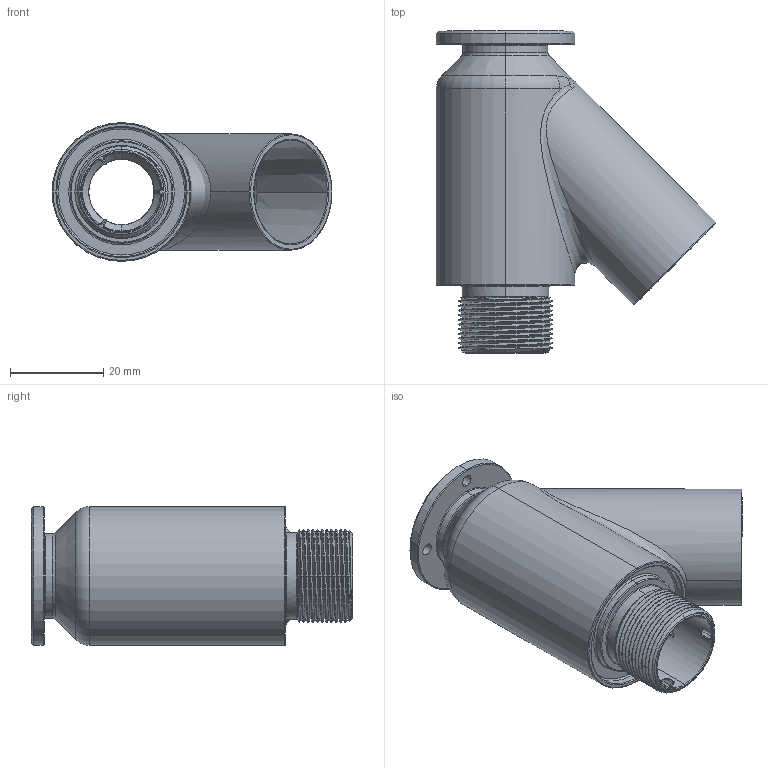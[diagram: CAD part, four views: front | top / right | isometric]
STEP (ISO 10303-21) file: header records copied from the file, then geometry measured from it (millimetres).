
FILE_DESCRIPTION (( 'STEP AP203' ), '1' );
FILE_NAME ('Air outlet.STEP', '2020-03-29T10:55:03', ( '' ), ( '' ), 'SwSTEP 2.0', 'SolidWorks 2018', '' );
FILE_SCHEMA (( 'CONFIG_CONTROL_DESIGN' ));
Length unit declared in the file: millimetre
Products named in the file (1): Air outlet
Bounding box: 60.09 x 69.14 x 29.8 mm (x, y, z)
Volume: 14033.8 mm3; surface area: 17123.8 mm2
Topology: 1 solids, 1 shells, 283 faces, 690 edges, 394 vertices
Faces by surface type: bspline 101, cylinder 75, torus 65, cone 20, plane 15, sphere 7
Entity records: 11091 total; most frequent: CARTESIAN_POINT 5314, ORIENTED_EDGE 1336, DIRECTION 1075, EDGE_CURVE 668, AXIS2_PLACEMENT_3D 463, VERTEX_POINT 390, EDGE_LOOP 298, ADVANCED_FACE 283
